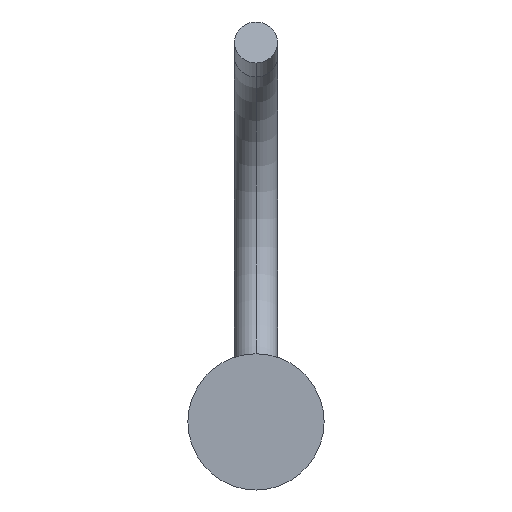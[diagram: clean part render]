
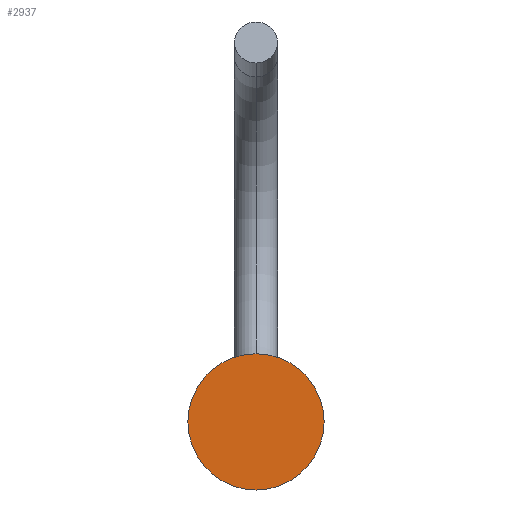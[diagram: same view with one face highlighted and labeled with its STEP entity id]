
A CAD part, front view. The second image highlights one B-rep face of the part: STEP entity #2937.
In plain terms, the highlighted planar face has unit normal (0, -1, 0).
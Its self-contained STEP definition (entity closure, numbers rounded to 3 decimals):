
#197 = CARTESIAN_POINT ( 'NONE',  ( 0., 0., 30. ) ) ;
#702 = VERTEX_POINT ( 'NONE', #8328 ) ;
#1173 = PLANE ( 'NONE',  #3648 ) ;
#1410 = DIRECTION ( 'NONE',  ( 0., -1., 0. ) ) ;
#2063 = CARTESIAN_POINT ( 'NONE',  ( 0., 0., 0. ) ) ;
#2116 = CIRCLE ( 'NONE', #4441, 30. ) ;
#2937 = ADVANCED_FACE ( 'NONE', ( #9580 ), #1173, .T. ) ;
#3011 = CIRCLE ( 'NONE', #7629, 30. ) ;
#3648 = AXIS2_PLACEMENT_3D ( 'NONE', #2063, #7987, #10417 ) ;
#4441 = AXIS2_PLACEMENT_3D ( 'NONE', #10888, #5682, #10937 ) ;
#4543 = ORIENTED_EDGE ( 'NONE', *, *, #10582, .T. ) ;
#5014 = CARTESIAN_POINT ( 'NONE',  ( 0., 0., 0. ) ) ;
#5682 = DIRECTION ( 'NONE',  ( 0., -1., 0. ) ) ;
#6686 = EDGE_LOOP ( 'NONE', ( #8564, #4543 ) ) ;
#7299 = VERTEX_POINT ( 'NONE', #197 ) ;
#7629 = AXIS2_PLACEMENT_3D ( 'NONE', #5014, #1410, #9255 ) ;
#7987 = DIRECTION ( 'NONE',  ( 0., -1., 0. ) ) ;
#8328 = CARTESIAN_POINT ( 'NONE',  ( 0., 0., -30. ) ) ;
#8564 = ORIENTED_EDGE ( 'NONE', *, *, #9562, .T. ) ;
#9255 = DIRECTION ( 'NONE',  ( 0., 0., -1. ) ) ;
#9562 = EDGE_CURVE ( 'NONE', #702, #7299, #3011, .T. ) ;
#9580 = FACE_OUTER_BOUND ( 'NONE', #6686, .T. ) ;
#10417 = DIRECTION ( 'NONE',  ( 0., 0., -1. ) ) ;
#10582 = EDGE_CURVE ( 'NONE', #7299, #702, #2116, .T. ) ;
#10888 = CARTESIAN_POINT ( 'NONE',  ( 0., 0., 0. ) ) ;
#10937 = DIRECTION ( 'NONE',  ( 0., 0., -1. ) ) ;
